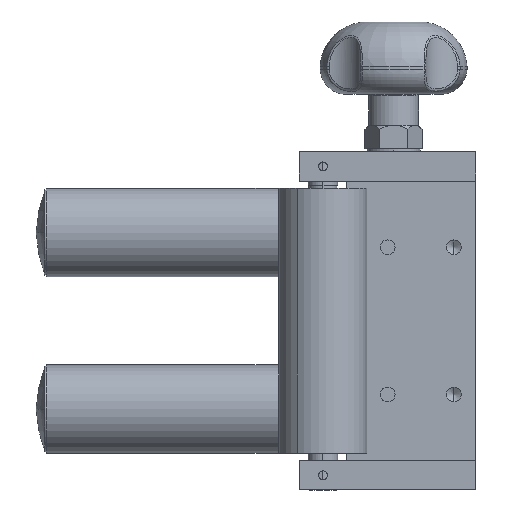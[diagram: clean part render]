
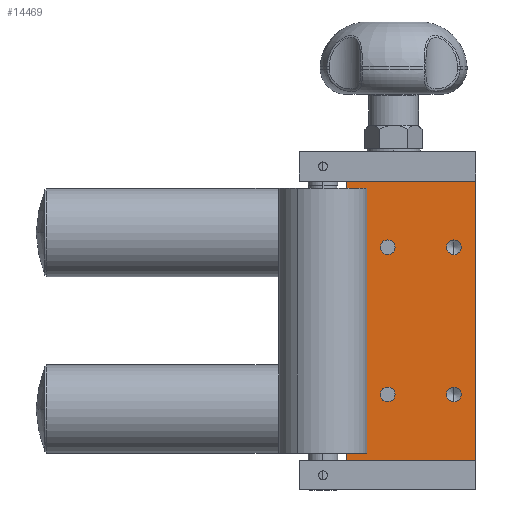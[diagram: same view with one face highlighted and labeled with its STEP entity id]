
A CAD part, left-side view. The second image highlights one B-rep face of the part: STEP entity #14469.
In plain terms, the highlighted planar face has unit normal (-1, 0, 0).
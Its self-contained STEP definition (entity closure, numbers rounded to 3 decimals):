
#148 = EDGE_CURVE ( 'NONE', #10353, #13394, #12828, .T. ) ;
#239 = CARTESIAN_POINT ( 'NONE',  ( -25.104, -16.477, 27.5 ) ) ;
#581 = DIRECTION ( 'NONE',  ( -1., 0., 0. ) ) ;
#842 = EDGE_CURVE ( 'NONE', #4560, #4920, #8624, .T. ) ;
#1390 = EDGE_CURVE ( 'NONE', #4920, #4560, #12597, .T. ) ;
#1396 = ORIENTED_EDGE ( 'NONE', *, *, #6417, .F. ) ;
#1444 = CARTESIAN_POINT ( 'NONE',  ( -25.104, 6.023, -25. ) ) ;
#1525 = CARTESIAN_POINT ( 'NONE',  ( -25.104, 6.023, -22.5 ) ) ;
#1773 = EDGE_CURVE ( 'NONE', #8618, #8139, #14086, .T. ) ;
#2088 = CARTESIAN_POINT ( 'NONE',  ( -25.104, -16.477, -25. ) ) ;
#2427 = VECTOR ( 'NONE', #10318, 1000. ) ;
#2442 = FACE_BOUND ( 'NONE', #3409, .T. ) ;
#2581 = AXIS2_PLACEMENT_3D ( 'NONE', #14078, #6844, #15295 ) ;
#2607 = ORIENTED_EDGE ( 'NONE', *, *, #9874, .F. ) ;
#2678 = CARTESIAN_POINT ( 'NONE',  ( -25.104, 20.023, 47.5 ) ) ;
#2830 = CIRCLE ( 'NONE', #10994, 2.5 ) ;
#2958 = CARTESIAN_POINT ( 'NONE',  ( -25.104, 20.023, -47.5 ) ) ;
#3096 = AXIS2_PLACEMENT_3D ( 'NONE', #2088, #10548, #3318 ) ;
#3189 = ORIENTED_EDGE ( 'NONE', *, *, #14404, .F. ) ;
#3271 = EDGE_LOOP ( 'NONE', ( #7528, #2607, #8281, #12631 ) ) ;
#3318 = DIRECTION ( 'NONE',  ( 0., 0., 1. ) ) ;
#3409 = EDGE_LOOP ( 'NONE', ( #5663, #8854 ) ) ;
#3573 = VERTEX_POINT ( 'NONE', #9320 ) ;
#3784 = LINE ( 'NONE', #2678, #13054 ) ;
#4302 = CARTESIAN_POINT ( 'NONE',  ( -25.104, -23.977, -47.5 ) ) ;
#4354 = DIRECTION ( 'NONE',  ( 0., 0., 1. ) ) ;
#4413 = LINE ( 'NONE', #2958, #13703 ) ;
#4560 = VERTEX_POINT ( 'NONE', #11572 ) ;
#4618 = CARTESIAN_POINT ( 'NONE',  ( -25.104, -23.977, -47.5 ) ) ;
#4920 = VERTEX_POINT ( 'NONE', #1525 ) ;
#4928 = EDGE_CURVE ( 'NONE', #3573, #9594, #3784, .T. ) ;
#5161 = AXIS2_PLACEMENT_3D ( 'NONE', #12872, #9547, #14239 ) ;
#5368 = EDGE_CURVE ( 'NONE', #6204, #6346, #8882, .T. ) ;
#5498 = CARTESIAN_POINT ( 'NONE',  ( -25.104, 20.023, -47.5 ) ) ;
#5599 = CARTESIAN_POINT ( 'NONE',  ( -25.104, -16.477, -22.5 ) ) ;
#5663 = ORIENTED_EDGE ( 'NONE', *, *, #8936, .F. ) ;
#5761 = AXIS2_PLACEMENT_3D ( 'NONE', #1444, #11120, #8315 ) ;
#5839 = CARTESIAN_POINT ( 'NONE',  ( -25.104, -23.977, 47.5 ) ) ;
#5848 = AXIS2_PLACEMENT_3D ( 'NONE', #13924, #11589, #4354 ) ;
#5877 = EDGE_CURVE ( 'NONE', #12795, #8978, #15286, .T. ) ;
#6129 = DIRECTION ( 'NONE',  ( -1., 0., 0. ) ) ;
#6149 = CARTESIAN_POINT ( 'NONE',  ( -25.104, 6.023, 25. ) ) ;
#6204 = VERTEX_POINT ( 'NONE', #11175 ) ;
#6346 = VERTEX_POINT ( 'NONE', #4302 ) ;
#6417 = EDGE_CURVE ( 'NONE', #8139, #8618, #12816, .T. ) ;
#6844 = DIRECTION ( 'NONE',  ( -1., 0., 0. ) ) ;
#7041 = CARTESIAN_POINT ( 'NONE',  ( -25.104, -16.477, 22.5 ) ) ;
#7084 = DIRECTION ( 'NONE',  ( 0., 0., 1. ) ) ;
#7528 = ORIENTED_EDGE ( 'NONE', *, *, #4928, .F. ) ;
#7734 = FACE_OUTER_BOUND ( 'NONE', #3271, .T. ) ;
#7820 = CARTESIAN_POINT ( 'NONE',  ( -25.104, -16.477, 25. ) ) ;
#8139 = VERTEX_POINT ( 'NONE', #14204 ) ;
#8169 = LINE ( 'NONE', #4618, #14611 ) ;
#8281 = ORIENTED_EDGE ( 'NONE', *, *, #5368, .T. ) ;
#8315 = DIRECTION ( 'NONE',  ( 0., 0., 1. ) ) ;
#8472 = ORIENTED_EDGE ( 'NONE', *, *, #148, .F. ) ;
#8597 = CIRCLE ( 'NONE', #9615, 2.5 ) ;
#8618 = VERTEX_POINT ( 'NONE', #11564 ) ;
#8624 = CIRCLE ( 'NONE', #5761, 2.5 ) ;
#8728 = CARTESIAN_POINT ( 'NONE',  ( -25.104, -16.477, 25. ) ) ;
#8818 = DIRECTION ( 'NONE',  ( 0., -1., 0. ) ) ;
#8854 = ORIENTED_EDGE ( 'NONE', *, *, #5877, .F. ) ;
#8882 = LINE ( 'NONE', #5498, #2427 ) ;
#8936 = EDGE_CURVE ( 'NONE', #8978, #12795, #8597, .T. ) ;
#8978 = VERTEX_POINT ( 'NONE', #5599 ) ;
#9067 = DIRECTION ( 'NONE',  ( 0., 0., 1. ) ) ;
#9156 = PLANE ( 'NONE',  #5848 ) ;
#9320 = CARTESIAN_POINT ( 'NONE',  ( -25.104, 20.023, 47.5 ) ) ;
#9359 = DIRECTION ( 'NONE',  ( -1., 0., 0. ) ) ;
#9547 = DIRECTION ( 'NONE',  ( -1., 0., 0. ) ) ;
#9594 = VERTEX_POINT ( 'NONE', #5839 ) ;
#9604 = EDGE_LOOP ( 'NONE', ( #8472, #3189 ) ) ;
#9615 = AXIS2_PLACEMENT_3D ( 'NONE', #13358, #6129, #14579 ) ;
#9874 = EDGE_CURVE ( 'NONE', #6204, #3573, #4413, .T. ) ;
#10318 = DIRECTION ( 'NONE',  ( 0., -1., 0. ) ) ;
#10353 = VERTEX_POINT ( 'NONE', #239 ) ;
#10461 = DIRECTION ( 'NONE',  ( 0., 0., 1. ) ) ;
#10548 = DIRECTION ( 'NONE',  ( -1., 0., 0. ) ) ;
#10726 = ORIENTED_EDGE ( 'NONE', *, *, #842, .F. ) ;
#10882 = ORIENTED_EDGE ( 'NONE', *, *, #1773, .F. ) ;
#10961 = FACE_BOUND ( 'NONE', #13182, .T. ) ;
#10994 = AXIS2_PLACEMENT_3D ( 'NONE', #7820, #581, #9067 ) ;
#11120 = DIRECTION ( 'NONE',  ( -1., 0., 0. ) ) ;
#11175 = CARTESIAN_POINT ( 'NONE',  ( -25.104, 20.023, -47.5 ) ) ;
#11298 = EDGE_LOOP ( 'NONE', ( #13973, #10726 ) ) ;
#11341 = FACE_BOUND ( 'NONE', #11298, .T. ) ;
#11552 = CARTESIAN_POINT ( 'NONE',  ( -25.104, -16.477, -27.5 ) ) ;
#11564 = CARTESIAN_POINT ( 'NONE',  ( -25.104, 6.023, 22.5 ) ) ;
#11572 = CARTESIAN_POINT ( 'NONE',  ( -25.104, 6.023, -27.5 ) ) ;
#11589 = DIRECTION ( 'NONE',  ( -1., 0., 0. ) ) ;
#12047 = DIRECTION ( 'NONE',  ( -1., 0., 0. ) ) ;
#12322 = AXIS2_PLACEMENT_3D ( 'NONE', #8728, #9359, #10461 ) ;
#12597 = CIRCLE ( 'NONE', #5161, 2.5 ) ;
#12631 = ORIENTED_EDGE ( 'NONE', *, *, #12937, .T. ) ;
#12795 = VERTEX_POINT ( 'NONE', #11552 ) ;
#12816 = CIRCLE ( 'NONE', #2581, 2.5 ) ;
#12828 = CIRCLE ( 'NONE', #12322, 2.5 ) ;
#12872 = CARTESIAN_POINT ( 'NONE',  ( -25.104, 6.023, -25. ) ) ;
#12937 = EDGE_CURVE ( 'NONE', #6346, #9594, #8169, .T. ) ;
#12943 = AXIS2_PLACEMENT_3D ( 'NONE', #6149, #12047, #7084 ) ;
#13054 = VECTOR ( 'NONE', #8818, 1000. ) ;
#13091 = DIRECTION ( 'NONE',  ( 0., 0., 1. ) ) ;
#13182 = EDGE_LOOP ( 'NONE', ( #1396, #10882 ) ) ;
#13358 = CARTESIAN_POINT ( 'NONE',  ( -25.104, -16.477, -25. ) ) ;
#13394 = VERTEX_POINT ( 'NONE', #7041 ) ;
#13703 = VECTOR ( 'NONE', #13865, 1000. ) ;
#13865 = DIRECTION ( 'NONE',  ( 0., 0., 1. ) ) ;
#13924 = CARTESIAN_POINT ( 'NONE',  ( -25.104, 20.023, -47.5 ) ) ;
#13973 = ORIENTED_EDGE ( 'NONE', *, *, #1390, .F. ) ;
#14078 = CARTESIAN_POINT ( 'NONE',  ( -25.104, 6.023, 25. ) ) ;
#14086 = CIRCLE ( 'NONE', #12943, 2.5 ) ;
#14183 = FACE_BOUND ( 'NONE', #9604, .T. ) ;
#14204 = CARTESIAN_POINT ( 'NONE',  ( -25.104, 6.023, 27.5 ) ) ;
#14239 = DIRECTION ( 'NONE',  ( 0., 0., 1. ) ) ;
#14404 = EDGE_CURVE ( 'NONE', #13394, #10353, #2830, .T. ) ;
#14469 = ADVANCED_FACE ( 'NONE', ( #11341, #10961, #2442, #14183, #7734 ), #9156, .T. ) ;
#14579 = DIRECTION ( 'NONE',  ( 0., 0., 1. ) ) ;
#14611 = VECTOR ( 'NONE', #13091, 1000. ) ;
#15286 = CIRCLE ( 'NONE', #3096, 2.5 ) ;
#15295 = DIRECTION ( 'NONE',  ( 0., 0., 1. ) ) ;
